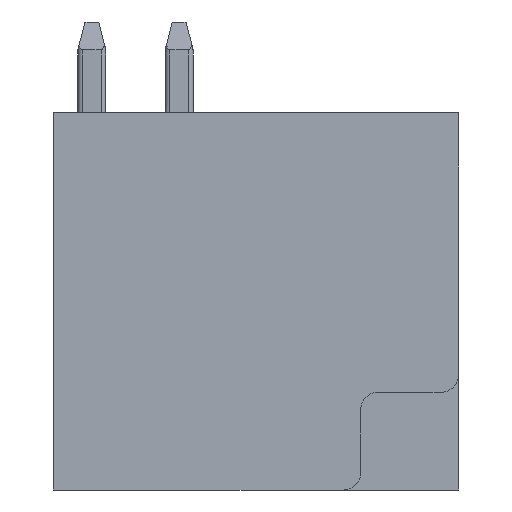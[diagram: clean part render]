
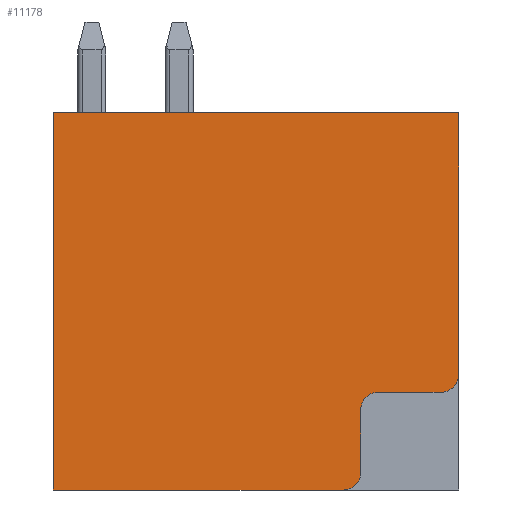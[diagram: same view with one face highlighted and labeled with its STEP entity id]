
A CAD part, front view. The second image highlights one B-rep face of the part: STEP entity #11178.
In plain terms, the highlighted planar face has unit normal (0, -1, 0).
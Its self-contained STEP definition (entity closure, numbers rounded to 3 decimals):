
#1245=CARTESIAN_POINT('',(2.806,-31.5,-6.124));
#1246=DIRECTION('',(0.,-1.,0.));
#1247=DIRECTION('',(0.,0.,-1.));
#1248=AXIS2_PLACEMENT_3D('',#1245,#1246,#1247);
#1250=DIRECTION('',(-1.,0.,0.));
#1251=VECTOR('',#1250,8.3);
#1252=CARTESIAN_POINT('',(2.806,-31.5,-6.624));
#1253=LINE('',#1252,#1251);
#1254=DIRECTION('',(0.,0.,1.));
#1255=VECTOR('',#1254,10.8);
#1256=CARTESIAN_POINT('',(-5.494,-31.5,-6.624));
#1257=LINE('',#1256,#1255);
#1258=DIRECTION('',(1.,0.,0.));
#1259=VECTOR('',#1258,11.6);
#1260=CARTESIAN_POINT('',(-5.494,-31.5,4.176));
#1261=LINE('',#1260,#1259);
#1262=DIRECTION('',(0.,0.,-1.));
#1263=VECTOR('',#1262,7.5);
#1264=CARTESIAN_POINT('',(6.106,-31.5,4.176));
#1265=LINE('',#1264,#1263);
#1266=CARTESIAN_POINT('',(5.606,-31.5,-3.324));
#1267=DIRECTION('',(0.,-1.,0.));
#1268=DIRECTION('',(0.,0.,-1.));
#1269=AXIS2_PLACEMENT_3D('',#1266,#1267,#1268);
#1271=DIRECTION('',(-1.,0.,0.));
#1272=VECTOR('',#1271,1.8);
#1273=CARTESIAN_POINT('',(5.606,-31.5,-3.824));
#1274=LINE('',#1273,#1272);
#1275=DIRECTION('',(0.,0.,1.));
#1276=VECTOR('',#1275,1.8);
#1277=CARTESIAN_POINT('',(3.306,-31.5,-6.124));
#1278=LINE('',#1277,#1276);
#1296=CARTESIAN_POINT('',(3.806,-31.5,-4.324));
#1297=DIRECTION('',(0.,1.,0.));
#1298=DIRECTION('',(-1.,0.,0.));
#1299=AXIS2_PLACEMENT_3D('',#1296,#1297,#1298);
#8275=CARTESIAN_POINT('',(-5.494,-31.5,-6.624));
#8276=CARTESIAN_POINT('',(-5.494,-31.5,4.176));
#8277=VERTEX_POINT('',#8275);
#8278=VERTEX_POINT('',#8276);
#8279=CARTESIAN_POINT('',(6.106,-31.5,4.176));
#8280=VERTEX_POINT('',#8279);
#8313=CARTESIAN_POINT('',(3.306,-31.5,-4.324));
#8314=VERTEX_POINT('',#8313);
#8315=CARTESIAN_POINT('',(3.806,-31.5,-3.824));
#8316=VERTEX_POINT('',#8315);
#8317=CARTESIAN_POINT('',(2.806,-31.5,-6.624));
#8318=CARTESIAN_POINT('',(3.306,-31.5,-6.124));
#8319=VERTEX_POINT('',#8317);
#8320=VERTEX_POINT('',#8318);
#8325=CARTESIAN_POINT('',(5.606,-31.5,-3.824));
#8327=VERTEX_POINT('',#8325);
#8329=CARTESIAN_POINT('',(6.106,-31.5,-3.324));
#8330=VERTEX_POINT('',#8329);
#11157=CARTESIAN_POINT('',(0.,-31.5,0.));
#11158=DIRECTION('',(0.,1.,0.));
#11159=DIRECTION('',(1.,0.,0.));
#11160=AXIS2_PLACEMENT_3D('',#11157,#11158,#11159);
#11161=PLANE('',#11160);
#11163=ORIENTED_EDGE('',*,*,#11162,.F.);
#11164=ORIENTED_EDGE('',*,*,#10867,.T.);
#11165=ORIENTED_EDGE('',*,*,#10886,.T.);
#11166=ORIENTED_EDGE('',*,*,#10899,.T.);
#11167=ORIENTED_EDGE('',*,*,#10368,.T.);
#11169=ORIENTED_EDGE('',*,*,#11168,.F.);
#11171=ORIENTED_EDGE('',*,*,#11170,.T.);
#11173=ORIENTED_EDGE('',*,*,#11172,.F.);
#11175=ORIENTED_EDGE('',*,*,#11174,.F.);
#11176=EDGE_LOOP('',(#11163,#11164,#11165,#11166,#11167,#11169,#11171,#11173,
#11175));
#11177=FACE_OUTER_BOUND('',#11176,.F.);
#11178=ADVANCED_FACE('',(#11177),#11161,.F.);
#1249=CIRCLE('',#1248,0.5);
#1270=CIRCLE('',#1269,0.5);
#1300=CIRCLE('',#1299,0.5);
#10368=EDGE_CURVE('',#8280,#8330,#1265,.T.);
#10867=EDGE_CURVE('',#8319,#8277,#1253,.T.);
#10886=EDGE_CURVE('',#8277,#8278,#1257,.T.);
#10899=EDGE_CURVE('',#8278,#8280,#1261,.T.);
#11162=EDGE_CURVE('',#8319,#8320,#1249,.T.);
#11168=EDGE_CURVE('',#8327,#8330,#1270,.T.);
#11170=EDGE_CURVE('',#8327,#8316,#1274,.T.);
#11172=EDGE_CURVE('',#8314,#8316,#1300,.T.);
#11174=EDGE_CURVE('',#8320,#8314,#1278,.T.);
